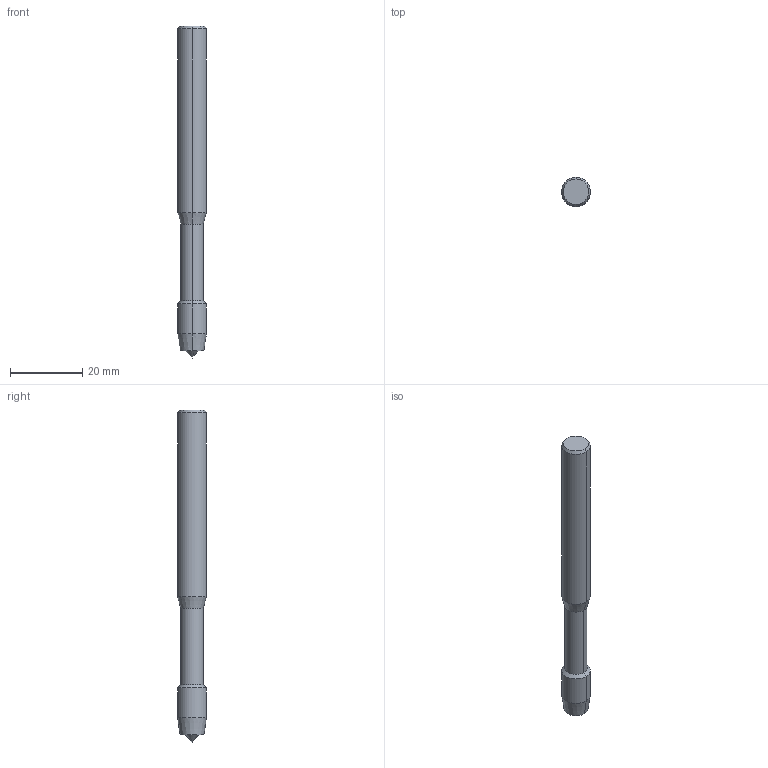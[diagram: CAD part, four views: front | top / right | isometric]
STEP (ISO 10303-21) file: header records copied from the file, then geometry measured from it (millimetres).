
FILE_DESCRIPTION(('no description'),'unknown implementation level');
FILE_NAME('solidMFrt1ngWqrxnQiBDuHBIZkJXFAg_1.STP',' ',('CIMSOURCE GmbH'),('CADClick - KiM GmbH - www.kimweb.de'),'unknown preprocess','ACIS','unknown authorization');
FILE_SCHEMA(('automotive_design'));
Length unit declared in the file: millimetre
Products named in the file (2): 1; 2
Bounding box: 8 x 8 x 92 mm (x, y, z)
Volume: 4028 mm3; surface area: 2722.3 mm2
Topology: 2 solids, 2 shells, 28 faces, 56 edges, 31 vertices
Faces by surface type: cone 14, cylinder 10, plane 4
Entity records: 1422 total; most frequent: DIRECTION 150, CARTESIAN_POINT 118, STYLED_ITEM 115, PRESENTATION_STYLE_ASSIGNMENT 115, COLOUR_RGB 115, ORIENTED_EDGE 108, AXIS2_PLACEMENT_3D 63, EDGE_CURVE 54
